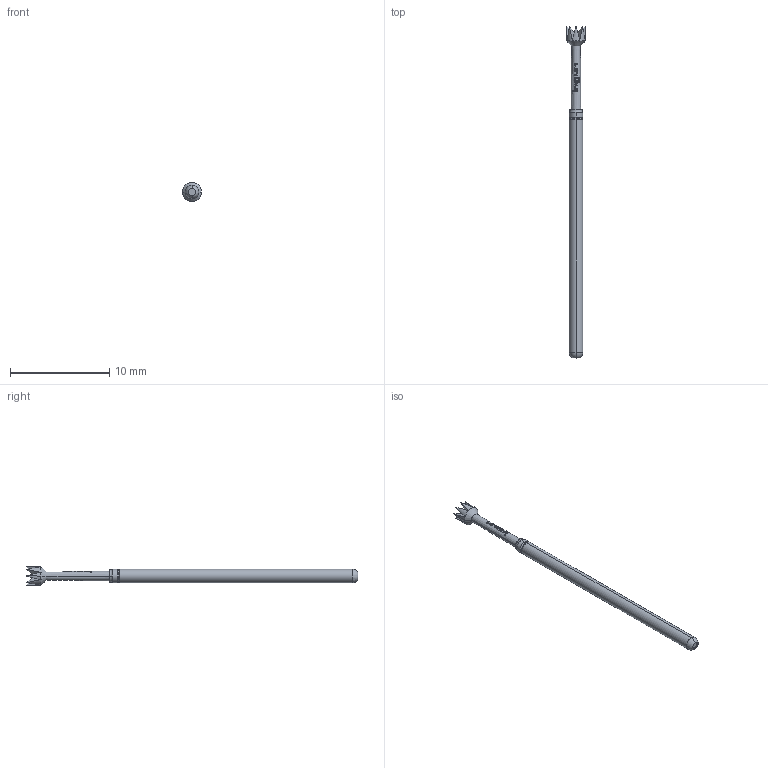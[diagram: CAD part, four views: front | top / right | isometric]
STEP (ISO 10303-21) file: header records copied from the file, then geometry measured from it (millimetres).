
FILE_DESCRIPTION (( 'STEP AP203' ), '1' );
FILE_NAME ('INGUN_GKS-100_288_190_A_xx00.STEP', '2021-10-29T08:50:53', ( 'ochi' ), ( '' ), 'SwSTEP 2.0', 'SolidWorks 2018', '' );
FILE_SCHEMA (( 'CONFIG_CONTROL_DESIGN' ));
Length unit declared in the file: millimetre
Products named in the file (1): INGUN_GKS-100_288_190_A_xx00
Bounding box: 1.9 x 33.4 x 1.9 mm (x, y, z)
Volume: 43.4 mm3; surface area: 147.1 mm2
Topology: 1 solids, 1 shells, 115 faces, 294 edges, 188 vertices
Faces by surface type: bspline 61, plane 18, cylinder 15, cone 11, torus 10
Entity records: 4582 total; most frequent: CARTESIAN_POINT 2316, ORIENTED_EDGE 588, EDGE_CURVE 294, DIRECTION 233, B_SPLINE_CURVE_WITH_KNOTS 203, VERTEX_POINT 188, EDGE_LOOP 122, FACE_OUTER_BOUND 115
